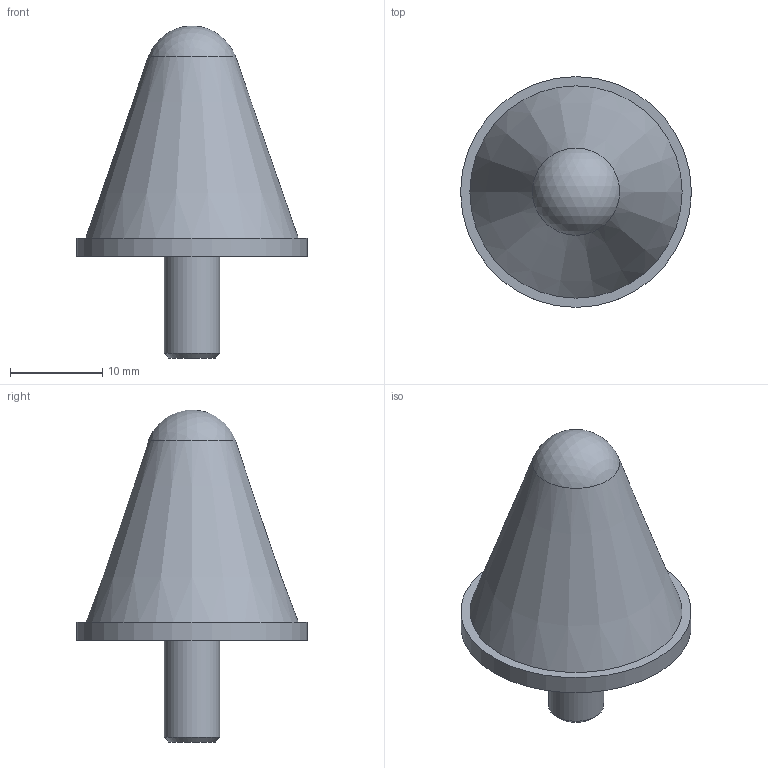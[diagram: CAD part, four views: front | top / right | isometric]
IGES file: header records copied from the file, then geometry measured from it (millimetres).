
Global section: file name: 620012.stp.ipt; native system: Autodesk Inventor 2014; preprocessor: unknown; author: zeman; date: 20151016.101900; units: millimetre
Bounding box: 25 x 25 x 35.97 mm (x, y, z)
Volume: 5727.9 mm3; surface area: 3266.7 mm2
Topology: 2 solids, 2 shells, 13 faces, 20 edges, 13 vertices
Faces by surface type: plane 5, cylinder 3, cone 2, bspline 1, revolution 1, sphere 1
Full cylindrical faces by diameter (mm): 6 x2, 25 x1
